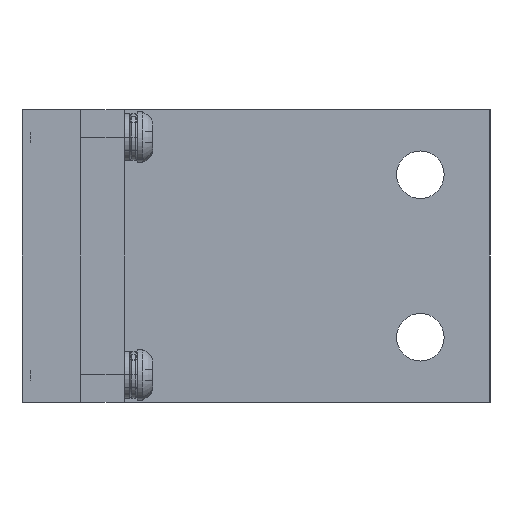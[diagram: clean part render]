
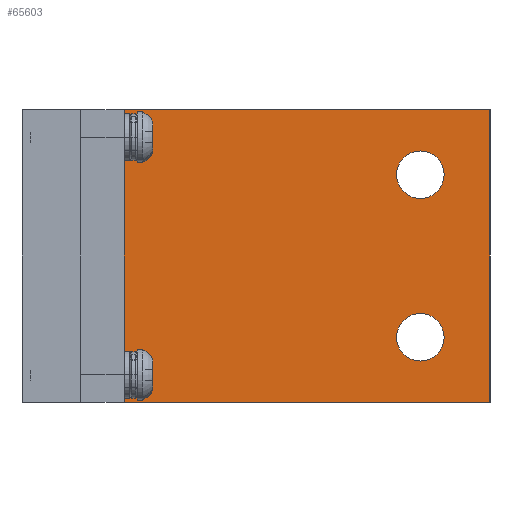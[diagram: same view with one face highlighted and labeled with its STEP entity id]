
A CAD part, left-side view. The second image highlights one B-rep face of the part: STEP entity #65603.
In plain terms, the highlighted planar face has unit normal (-1, 0, 0).
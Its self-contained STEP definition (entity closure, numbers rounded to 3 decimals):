
#65457=AXIS2_PLACEMENT_3D('Circle Axis2P3D',#65455,#65456,$) ;
#65492=AXIS2_PLACEMENT_3D('Circle Axis2P3D',#65490,#65491,$) ;
#65514=AXIS2_PLACEMENT_3D('Circle Axis2P3D',#65512,#65513,$) ;
#65549=AXIS2_PLACEMENT_3D('Circle Axis2P3D',#65547,#65548,$) ;
#65587=AXIS2_PLACEMENT_3D('Plane Axis2P3D',#65584,#65585,#65586) ;
#65337=CARTESIAN_POINT('Vertex',(-970.225,-13.,52.)) ;
#65351=CARTESIAN_POINT('Vertex',(-970.225,-118.,52.)) ;
#65354=CARTESIAN_POINT('Line Origine',(-970.225,-65.5,52.)) ;
#65382=CARTESIAN_POINT('Vertex',(-970.225,-118.,132.)) ;
#65385=CARTESIAN_POINT('Line Origine',(-970.225,-118.,92.)) ;
#65413=CARTESIAN_POINT('Vertex',(-970.225,-13.,132.)) ;
#65416=CARTESIAN_POINT('Line Origine',(-970.225,-65.5,132.)) ;
#65438=CARTESIAN_POINT('Line Origine',(-970.225,-13.,92.)) ;
#65455=CARTESIAN_POINT('Axis2P3D Location',(-970.225,-98.95,114.225)) ;
#65459=CARTESIAN_POINT('Vertex',(-970.225,-92.45,114.225)) ;
#65461=CARTESIAN_POINT('Vertex',(-970.225,-105.45,114.225)) ;
#65490=CARTESIAN_POINT('Axis2P3D Location',(-970.225,-98.95,114.225)) ;
#65512=CARTESIAN_POINT('Axis2P3D Location',(-970.225,-98.95,69.775)) ;
#65516=CARTESIAN_POINT('Vertex',(-970.225,-92.45,69.775)) ;
#65518=CARTESIAN_POINT('Vertex',(-970.225,-105.45,69.775)) ;
#65547=CARTESIAN_POINT('Axis2P3D Location',(-970.225,-98.95,69.775)) ;
#65584=CARTESIAN_POINT('Axis2P3D Location',(-970.225,-13.,52.)) ;
#65355=DIRECTION('Vector Direction',(0.,-1.,0.)) ;
#65386=DIRECTION('Vector Direction',(0.,0.,1.)) ;
#65417=DIRECTION('Vector Direction',(0.,1.,0.)) ;
#65439=DIRECTION('Vector Direction',(0.,0.,-1.)) ;
#65456=DIRECTION('Axis2P3D Direction',(-1.,0.,0.)) ;
#65491=DIRECTION('Axis2P3D Direction',(-1.,0.,0.)) ;
#65513=DIRECTION('Axis2P3D Direction',(-1.,0.,0.)) ;
#65548=DIRECTION('Axis2P3D Direction',(-1.,0.,0.)) ;
#65585=DIRECTION('Axis2P3D Direction',(-1.,0.,0.)) ;
#65586=DIRECTION('Axis2P3D XDirection',(0.,-1.,0.)) ;
#65356=VECTOR('Line Direction',#65355,1.) ;
#65387=VECTOR('Line Direction',#65386,1.) ;
#65418=VECTOR('Line Direction',#65417,1.) ;
#65440=VECTOR('Line Direction',#65439,1.) ;
#65590=ORIENTED_EDGE('',*,*,#65358,.T.) ;
#65591=ORIENTED_EDGE('',*,*,#65389,.T.) ;
#65592=ORIENTED_EDGE('',*,*,#65420,.T.) ;
#65593=ORIENTED_EDGE('',*,*,#65442,.T.) ;
#65596=ORIENTED_EDGE('',*,*,#65463,.F.) ;
#65597=ORIENTED_EDGE('',*,*,#65494,.F.) ;
#65600=ORIENTED_EDGE('',*,*,#65520,.F.) ;
#65601=ORIENTED_EDGE('',*,*,#65551,.F.) ;
#65598=FACE_BOUND('',#65595,.T.) ;
#65602=FACE_BOUND('',#65599,.T.) ;
#65603=ADVANCED_FACE('RB7381801_1PD_001_01_TERMINAL_ASSEMBLY_E4_2_UL.15\\RB7383001_1PA_001_00_PLATE.4\\PartBody',(#65594,#65598,#65602),#65588,.T.) ;
#65458=CIRCLE('generated circle',#65457,6.5) ;
#65493=CIRCLE('generated circle',#65492,6.5) ;
#65515=CIRCLE('generated circle',#65514,6.5) ;
#65550=CIRCLE('generated circle',#65549,6.5) ;
#65358=EDGE_CURVE('',#65338,#65352,#65357,.T.) ;
#65389=EDGE_CURVE('',#65352,#65383,#65388,.T.) ;
#65420=EDGE_CURVE('',#65383,#65414,#65419,.T.) ;
#65442=EDGE_CURVE('',#65414,#65338,#65441,.T.) ;
#65463=EDGE_CURVE('',#65460,#65462,#65458,.T.) ;
#65494=EDGE_CURVE('',#65462,#65460,#65493,.T.) ;
#65520=EDGE_CURVE('',#65517,#65519,#65515,.T.) ;
#65551=EDGE_CURVE('',#65519,#65517,#65550,.T.) ;
#65589=EDGE_LOOP('',(#65590,#65591,#65592,#65593)) ;
#65595=EDGE_LOOP('',(#65596,#65597)) ;
#65599=EDGE_LOOP('',(#65600,#65601)) ;
#65594=FACE_OUTER_BOUND('',#65589,.T.) ;
#65357=LINE('Line',#65354,#65356) ;
#65388=LINE('Line',#65385,#65387) ;
#65419=LINE('Line',#65416,#65418) ;
#65441=LINE('Line',#65438,#65440) ;
#65588=PLANE('',#65587) ;
#65338=VERTEX_POINT('',#65337) ;
#65352=VERTEX_POINT('',#65351) ;
#65383=VERTEX_POINT('',#65382) ;
#65414=VERTEX_POINT('',#65413) ;
#65460=VERTEX_POINT('',#65459) ;
#65462=VERTEX_POINT('',#65461) ;
#65517=VERTEX_POINT('',#65516) ;
#65519=VERTEX_POINT('',#65518) ;
